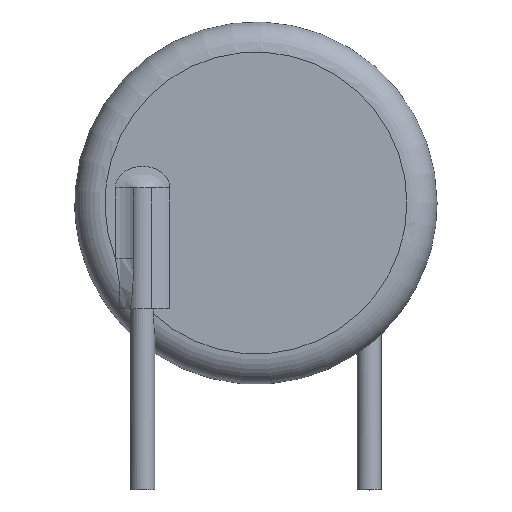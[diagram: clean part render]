
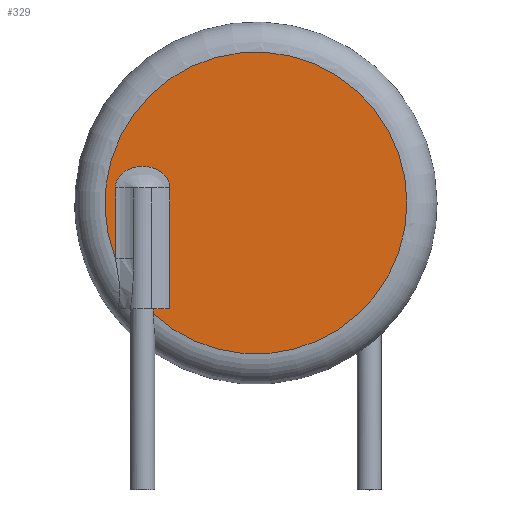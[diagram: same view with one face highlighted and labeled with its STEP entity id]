
A CAD part, top view. The second image highlights one B-rep face of the part: STEP entity #329.
In plain terms, the highlighted planar face has unit normal (0, 0, 1).
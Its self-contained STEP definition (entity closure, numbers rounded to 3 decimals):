
#28=LINE('',#606,#42);
#29=LINE('',#608,#43);
#30=LINE('',#610,#44);
#31=LINE('',#615,#45);
#42=VECTOR('',#413,10.);
#43=VECTOR('',#414,10.);
#44=VECTOR('',#415,10.);
#45=VECTOR('',#420,10.);
#56=PLANE('',#370);
#63=FACE_OUTER_BOUND('',#82,.T.);
#82=EDGE_LOOP('',(#226,#227,#228,#229,#230,#231,#232));
#100=B_SPLINE_CURVE_WITH_KNOTS('',3,(#583,#584,#585,#586,#587,#588,#589,
#590,#591,#592,#593,#594,#595,#596,#597,#598,#599,#600,#601,#602,#603),
 .UNSPECIFIED.,.F.,.F.,(4,1,1,1,1,1,1,1,1,1,1,1,1,1,1,1,1,1,4),(-0.636,
-0.617,-0.59,-0.581,-0.563,
-0.554,-0.545,-0.536,-0.527,
-0.49,-0.472,-0.454,-0.445,
-0.436,-0.427,-0.418,-0.4,
-0.39,-0.381),.UNSPECIFIED.);
#119=CIRCLE('',#371,5.);
#120=CIRCLE('',#372,5.);
#138=VERTEX_POINT('',#577);
#140=VERTEX_POINT('',#581);
#141=VERTEX_POINT('',#605);
#142=VERTEX_POINT('',#607);
#143=VERTEX_POINT('',#609);
#144=VERTEX_POINT('',#611);
#145=VERTEX_POINT('',#613);
#174=EDGE_CURVE('',#140,#138,#100,.T.);
#175=EDGE_CURVE('',#141,#140,#28,.T.);
#176=EDGE_CURVE('',#141,#142,#29,.T.);
#177=EDGE_CURVE('',#142,#143,#30,.T.);
#178=EDGE_CURVE('',#144,#143,#119,.T.);
#179=EDGE_CURVE('',#145,#144,#120,.T.);
#180=EDGE_CURVE('',#138,#145,#31,.T.);
#226=ORIENTED_EDGE('',*,*,#174,.F.);
#227=ORIENTED_EDGE('',*,*,#175,.F.);
#228=ORIENTED_EDGE('',*,*,#176,.T.);
#229=ORIENTED_EDGE('',*,*,#177,.T.);
#230=ORIENTED_EDGE('',*,*,#178,.F.);
#231=ORIENTED_EDGE('',*,*,#179,.F.);
#232=ORIENTED_EDGE('',*,*,#180,.F.);
#329=ADVANCED_FACE('',(#63),#56,.T.);
#370=AXIS2_PLACEMENT_3D('',#604,#411,#412);
#371=AXIS2_PLACEMENT_3D('',#612,#416,#417);
#372=AXIS2_PLACEMENT_3D('',#614,#418,#419);
#411=DIRECTION('center_axis',(0.,0.,1.));
#412=DIRECTION('ref_axis',(1.,0.,0.));
#413=DIRECTION('',(0.,1.,0.));
#414=DIRECTION('',(-1.,0.,0.));
#415=DIRECTION('',(0.,-1.,0.));
#416=DIRECTION('center_axis',(0.,0.,-1.));
#417=DIRECTION('ref_axis',(-1.,0.,0.));
#418=DIRECTION('center_axis',(0.,0.,-1.));
#419=DIRECTION('ref_axis',(-1.,0.,0.));
#420=DIRECTION('',(0.,-1.,0.));
#577=CARTESIAN_POINT('',(-4.65,7.,1.));
#581=CARTESIAN_POINT('',(-2.85,7.,1.));
#583=CARTESIAN_POINT('Ctrl Pts',(-2.85,7.,1.));
#584=CARTESIAN_POINT('Ctrl Pts',(-2.85,7.061,1.));
#585=CARTESIAN_POINT('Ctrl Pts',(-2.873,7.213,1.));
#586=CARTESIAN_POINT('Ctrl Pts',(-2.967,7.375,1.));
#587=CARTESIAN_POINT('Ctrl Pts',(-3.096,7.505,1.));
#588=CARTESIAN_POINT('Ctrl Pts',(-3.197,7.575,1.));
#589=CARTESIAN_POINT('Ctrl Pts',(-3.307,7.628,1.));
#590=CARTESIAN_POINT('Ctrl Pts',(-3.392,7.66,1.));
#591=CARTESIAN_POINT('Ctrl Pts',(-3.48,7.685,1.));
#592=CARTESIAN_POINT('Ctrl Pts',(-3.658,7.719,1.));
#593=CARTESIAN_POINT('Ctrl Pts',(-3.873,7.719,1.));
#594=CARTESIAN_POINT('Ctrl Pts',(-4.11,7.664,1.));
#595=CARTESIAN_POINT('Ctrl Pts',(-4.25,7.604,1.));
#596=CARTESIAN_POINT('Ctrl Pts',(-4.353,7.54,1.));
#597=CARTESIAN_POINT('Ctrl Pts',(-4.425,7.483,1.));
#598=CARTESIAN_POINT('Ctrl Pts',(-4.49,7.418,1.));
#599=CARTESIAN_POINT('Ctrl Pts',(-4.564,7.322,1.));
#600=CARTESIAN_POINT('Ctrl Pts',(-4.618,7.21,1.));
#601=CARTESIAN_POINT('Ctrl Pts',(-4.645,7.092,1.));
#602=CARTESIAN_POINT('Ctrl Pts',(-4.65,7.031,1.));
#603=CARTESIAN_POINT('Ctrl Pts',(-4.65,7.,1.));
#604=CARTESIAN_POINT('Origin',(0.,6.5,1.));
#605=CARTESIAN_POINT('',(-2.85,3.,1.));
#606=CARTESIAN_POINT('',(-2.85,3.,1.));
#607=CARTESIAN_POINT('',(-3.404,3.,1.));
#608=CARTESIAN_POINT('',(-1.875,3.,1.));
#609=CARTESIAN_POINT('',(-3.404,2.837,1.));
#610=CARTESIAN_POINT('',(-3.404,0.,1.));
#611=CARTESIAN_POINT('',(5.,6.5,1.));
#612=CARTESIAN_POINT('Origin',(0.,6.5,1.));
#613=CARTESIAN_POINT('',(-4.65,4.662,1.));
#614=CARTESIAN_POINT('Origin',(0.,6.5,1.));
#615=CARTESIAN_POINT('',(-4.65,3.,1.));
